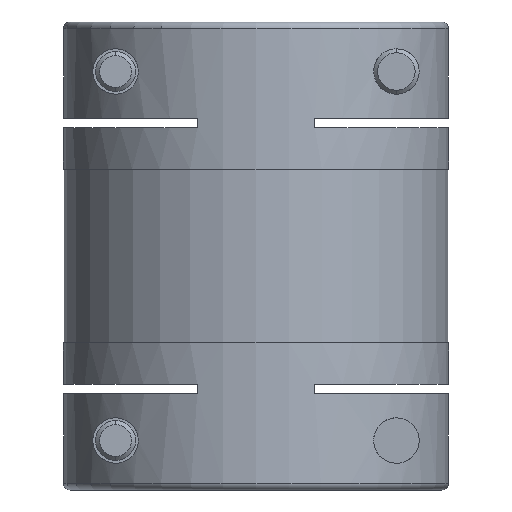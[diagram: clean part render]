
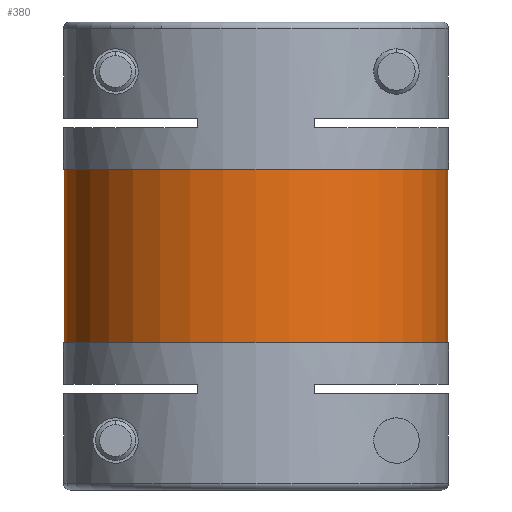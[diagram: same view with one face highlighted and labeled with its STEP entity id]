
A CAD part, front view. The second image highlights one B-rep face of the part: STEP entity #380.
In plain terms, the highlighted cylindrical face has radius 14.35 mm (diameter 28.7 mm), a partial arc.
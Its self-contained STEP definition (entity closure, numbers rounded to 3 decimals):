
#165 = VECTOR ( 'NONE', #5209, 1000. ) ;
#288 = CIRCLE ( 'NONE', #2490, 14.35 ) ;
#380 = ADVANCED_FACE ( 'NONE', ( #5041 ), #2632, .T. ) ;
#582 = VECTOR ( 'NONE', #4135, 1000. ) ;
#612 = AXIS2_PLACEMENT_3D ( 'NONE', #4508, #3745, #1154 ) ;
#1154 = DIRECTION ( 'NONE',  ( -1., 0., 0. ) ) ;
#1207 = EDGE_CURVE ( 'NONE', #3441, #2735, #2871, .T. ) ;
#1247 = VERTEX_POINT ( 'NONE', #5081 ) ;
#1250 = CARTESIAN_POINT ( 'NONE',  ( -14.35, 0., -11. ) ) ;
#1314 = CIRCLE ( 'NONE', #612, 14.35 ) ;
#1356 = DIRECTION ( 'NONE',  ( 0., 0., -1. ) ) ;
#1722 = CARTESIAN_POINT ( 'NONE',  ( 0., 0., -35. ) ) ;
#2197 = CARTESIAN_POINT ( 'NONE',  ( 0., 0., -24. ) ) ;
#2302 = EDGE_CURVE ( 'NONE', #2735, #4755, #1314, .T. ) ;
#2455 = CARTESIAN_POINT ( 'NONE',  ( 14.35, 0., -35. ) ) ;
#2479 = EDGE_CURVE ( 'NONE', #1247, #4755, #3552, .T. ) ;
#2484 = EDGE_LOOP ( 'NONE', ( #3432, #4229, #4384, #4856 ) ) ;
#2490 = AXIS2_PLACEMENT_3D ( 'NONE', #2197, #1356, #3888 ) ;
#2632 = CYLINDRICAL_SURFACE ( 'NONE', #5223, 14.35 ) ;
#2735 = VERTEX_POINT ( 'NONE', #3663 ) ;
#2871 = LINE ( 'NONE', #2455, #582 ) ;
#2968 = DIRECTION ( 'NONE',  ( 0., 0., 1. ) ) ;
#3432 = ORIENTED_EDGE ( 'NONE', *, *, #4164, .F. ) ;
#3441 = VERTEX_POINT ( 'NONE', #4566 ) ;
#3552 = LINE ( 'NONE', #5239, #165 ) ;
#3663 = CARTESIAN_POINT ( 'NONE',  ( 14.35, 0., -11. ) ) ;
#3745 = DIRECTION ( 'NONE',  ( 0., 0., -1. ) ) ;
#3888 = DIRECTION ( 'NONE',  ( -1., 0., 0. ) ) ;
#4135 = DIRECTION ( 'NONE',  ( 0., 0., 1. ) ) ;
#4164 = EDGE_CURVE ( 'NONE', #3441, #1247, #288, .T. ) ;
#4229 = ORIENTED_EDGE ( 'NONE', *, *, #1207, .T. ) ;
#4384 = ORIENTED_EDGE ( 'NONE', *, *, #2302, .T. ) ;
#4508 = CARTESIAN_POINT ( 'NONE',  ( 0., 0., -11. ) ) ;
#4566 = CARTESIAN_POINT ( 'NONE',  ( 14.35, 0., -24. ) ) ;
#4665 = DIRECTION ( 'NONE',  ( -1., 0., 0. ) ) ;
#4755 = VERTEX_POINT ( 'NONE', #1250 ) ;
#4856 = ORIENTED_EDGE ( 'NONE', *, *, #2479, .F. ) ;
#5041 = FACE_OUTER_BOUND ( 'NONE', #2484, .T. ) ;
#5081 = CARTESIAN_POINT ( 'NONE',  ( -14.35, 0., -24. ) ) ;
#5209 = DIRECTION ( 'NONE',  ( 0., 0., 1. ) ) ;
#5223 = AXIS2_PLACEMENT_3D ( 'NONE', #1722, #2968, #4665 ) ;
#5239 = CARTESIAN_POINT ( 'NONE',  ( -14.35, 0., -35. ) ) ;
